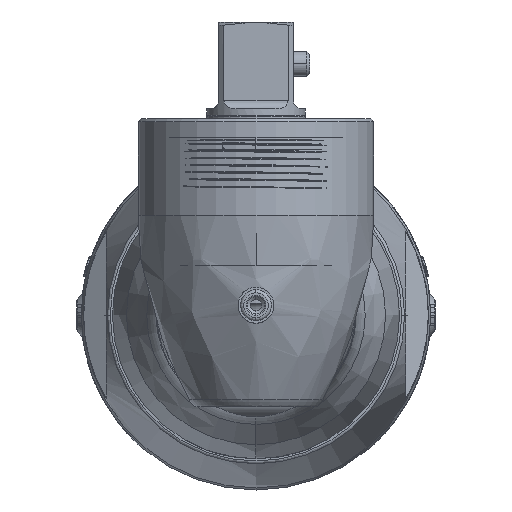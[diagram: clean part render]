
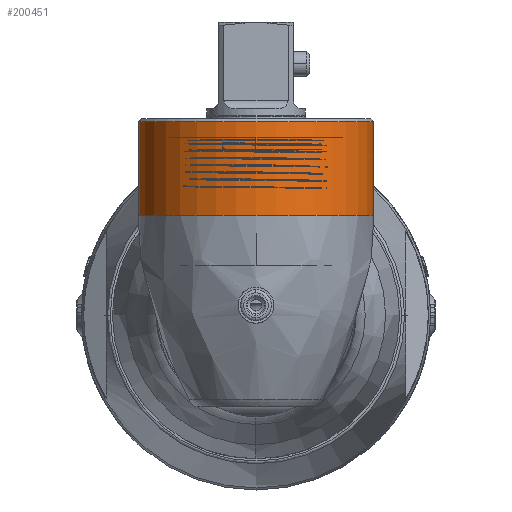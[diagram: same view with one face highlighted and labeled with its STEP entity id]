
A CAD part, left-side view. The second image highlights one B-rep face of the part: STEP entity #200451.
In plain terms, the highlighted cylindrical face has radius 14.986 mm (diameter 29.972 mm), a partial arc.
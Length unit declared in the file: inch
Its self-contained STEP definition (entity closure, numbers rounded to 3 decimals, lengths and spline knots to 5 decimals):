
#166192=CARTESIAN_POINT('',(-4.9315,0.,0.968));
#166193=DIRECTION('',(0.,0.,-1.));
#166194=DIRECTION('',(0.,-1.,0.));
#166195=AXIS2_PLACEMENT_3D('',#166192,#166193,#166194);
#166197=CARTESIAN_POINT('',(-4.9315,0.,0.5));
#166198=DIRECTION('',(0.,0.,-1.));
#166199=DIRECTION('',(0.,-1.,0.));
#166200=AXIS2_PLACEMENT_3D('',#166197,#166198,#166199);
#166202=DIRECTION('',(0.,0.,1.));
#166203=VECTOR('',#166202,0.468);
#166204=CARTESIAN_POINT('',(-4.9315,-0.59,0.5));
#166205=LINE('',#166204,#166203);
#166211=DIRECTION('',(0.,0.,-1.));
#166212=VECTOR('',#166211,0.468);
#166213=CARTESIAN_POINT('',(-4.9315,0.59,
0.968));
#166214=LINE('',#166213,#166212);
#184758=CARTESIAN_POINT('',(-4.9315,-0.59,0.5));
#184759=CARTESIAN_POINT('',(-4.9315,0.59,0.5));
#184760=VERTEX_POINT('',#184758);
#184761=VERTEX_POINT('',#184759);
#185731=CARTESIAN_POINT('',(-4.9315,-0.59,0.968));
#185732=CARTESIAN_POINT('',(-4.9315,0.59,0.968));
#185733=VERTEX_POINT('',#185731);
#185734=VERTEX_POINT('',#185732);
#200437=CARTESIAN_POINT('',(-4.9315,0.,1.12));
#200438=DIRECTION('',(0.,0.,-1.));
#200439=DIRECTION('',(0.,1.,0.));
#200440=AXIS2_PLACEMENT_3D('',#200437,#200438,#200439);
#200441=CYLINDRICAL_SURFACE('',#200440,0.59);
#200443=ORIENTED_EDGE('',*,*,#200442,.F.);
#200445=ORIENTED_EDGE('',*,*,#200444,.F.);
#200447=ORIENTED_EDGE('',*,*,#200446,.F.);
#200448=ORIENTED_EDGE('',*,*,#200414,.T.);
#200449=EDGE_LOOP('',(#200443,#200445,#200447,#200448));
#200450=FACE_OUTER_BOUND('',#200449,.F.);
#200451=ADVANCED_FACE('',(#200450),#200441,.T.);
#166196=CIRCLE('',#166195,0.59);
#166201=CIRCLE('',#166200,0.59);
#200414=EDGE_CURVE('',#184760,#184761,#166201,.T.);
#200442=EDGE_CURVE('',#185734,#184761,#166214,.T.);
#200444=EDGE_CURVE('',#185733,#185734,#166196,.T.);
#200446=EDGE_CURVE('',#184760,#185733,#166205,.T.);
